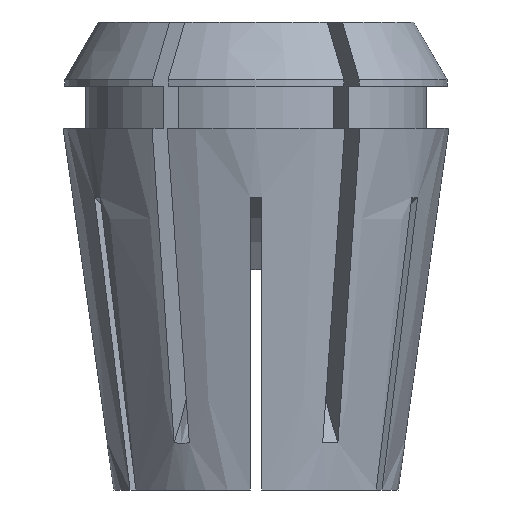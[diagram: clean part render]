
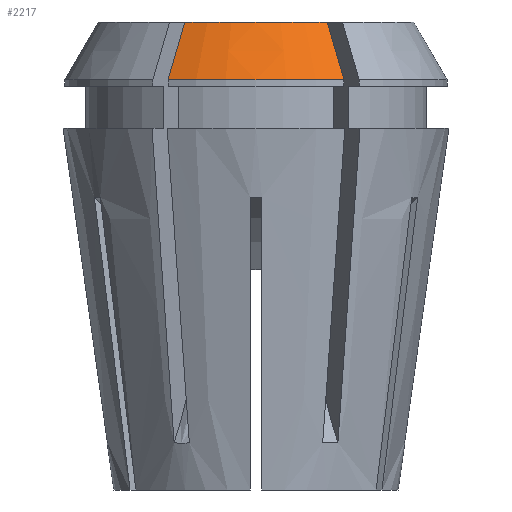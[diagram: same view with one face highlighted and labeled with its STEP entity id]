
A CAD part, front view. The second image highlights one B-rep face of the part: STEP entity #2217.
In plain terms, the highlighted conical face has half-angle 30 degrees and reference radius 16.35 mm.
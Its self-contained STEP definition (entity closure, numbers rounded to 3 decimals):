
#190 = AXIS2_PLACEMENT_3D ( 'NONE', #1910, #999, #2649 ) ;
#234 = CARTESIAN_POINT ( 'NONE',  ( 6.09, -12.048, 40. ) ) ;
#333 = VERTEX_POINT ( 'NONE', #2651 ) ;
#372 = DIRECTION ( 'NONE',  ( 0., 0., -1. ) ) ;
#418 = ORIENTED_EDGE ( 'NONE', *, *, #1248, .T. ) ;
#597 = DIRECTION ( 'NONE',  ( -1., 0., 0. ) ) ;
#629 = AXIS2_PLACEMENT_3D ( 'NONE', #2719, #874, #597 ) ;
#652 = AXIS2_PLACEMENT_3D ( 'NONE', #815, #372, #1761 ) ;
#754 = CARTESIAN_POINT ( 'NONE',  ( 6.09, -12.048, 40. ) ) ;
#815 = CARTESIAN_POINT ( 'NONE',  ( 0., 0., 40. ) ) ;
#874 = DIRECTION ( 'NONE',  ( 0., 0., -1. ) ) ;
#888 = CARTESIAN_POINT ( 'NONE',  ( 7.517, -14.52, 35.063 ) ) ;
#988 = EDGE_CURVE ( 'NONE', #1161, #1514, #1400, .T. ) ;
#995 = CARTESIAN_POINT ( 'NONE',  ( -6.09, -12.048, 40. ) ) ;
#999 = DIRECTION ( 'NONE',  ( 0., 0., -1. ) ) ;
#1134 = CARTESIAN_POINT ( 'NONE',  ( 7.517, -14.52, 35.063 ) ) ;
#1161 = VERTEX_POINT ( 'NONE', #754 ) ;
#1239 = VERTEX_POINT ( 'NONE', #2363 ) ;
#1248 = EDGE_CURVE ( 'NONE', #1239, #333, #2734, .T. ) ;
#1400 = B_SPLINE_CURVE_WITH_KNOTS ( 'NONE', 3,
 ( #234, #2748, #2511, #1134 ),
 .UNSPECIFIED., .F., .F.,
 ( 4, 4 ),
 ( 0., 0.006 ),
 .UNSPECIFIED. ) ;
#1514 = VERTEX_POINT ( 'NONE', #888 ) ;
#1598 = CIRCLE ( 'NONE', #652, 13.499 ) ;
#1601 = CONICAL_SURFACE ( 'NONE', #190, 16.35, 0.524 ) ;
#1761 = DIRECTION ( 'NONE',  ( -1., 0., 0. ) ) ;
#1910 = CARTESIAN_POINT ( 'NONE',  ( 0., 0., 35.063 ) ) ;
#2090 = FACE_OUTER_BOUND ( 'NONE', #2570, .T. ) ;
#2096 = ORIENTED_EDGE ( 'NONE', *, *, #988, .F. ) ;
#2199 = CARTESIAN_POINT ( 'NONE',  ( -7.517, -14.52, 35.063 ) ) ;
#2217 = ADVANCED_FACE ( 'NONE', ( #2090 ), #1601, .T. ) ;
#2282 = EDGE_CURVE ( 'NONE', #1161, #1239, #1598, .T. ) ;
#2312 = ORIENTED_EDGE ( 'NONE', *, *, #2282, .T. ) ;
#2363 = CARTESIAN_POINT ( 'NONE',  ( -6.09, -12.048, 40. ) ) ;
#2511 = CARTESIAN_POINT ( 'NONE',  ( 7.041, -13.696, 36.709 ) ) ;
#2534 = ORIENTED_EDGE ( 'NONE', *, *, #2939, .F. ) ;
#2570 = EDGE_LOOP ( 'NONE', ( #2312, #418, #2534, #2096 ) ) ;
#2624 = CIRCLE ( 'NONE', #629, 16.35 ) ;
#2649 = DIRECTION ( 'NONE',  ( -1., 0., 0. ) ) ;
#2651 = CARTESIAN_POINT ( 'NONE',  ( -7.517, -14.52, 35.063 ) ) ;
#2719 = CARTESIAN_POINT ( 'NONE',  ( 0., 0., 35.063 ) ) ;
#2734 = B_SPLINE_CURVE_WITH_KNOTS ( 'NONE', 3,
 ( #995, #2858, #2876, #2199 ),
 .UNSPECIFIED., .F., .F.,
 ( 4, 4 ),
 ( 0., 0.006 ),
 .UNSPECIFIED. ) ;
#2748 = CARTESIAN_POINT ( 'NONE',  ( 6.566, -12.872, 38.354 ) ) ;
#2858 = CARTESIAN_POINT ( 'NONE',  ( -6.566, -12.872, 38.354 ) ) ;
#2876 = CARTESIAN_POINT ( 'NONE',  ( -7.041, -13.696, 36.709 ) ) ;
#2939 = EDGE_CURVE ( 'NONE', #1514, #333, #2624, .T. ) ;
